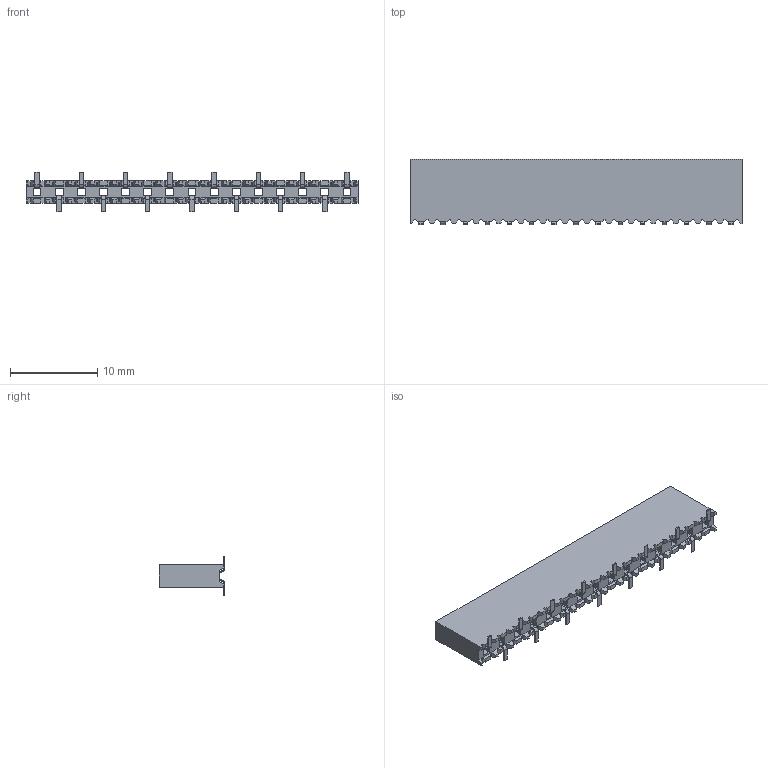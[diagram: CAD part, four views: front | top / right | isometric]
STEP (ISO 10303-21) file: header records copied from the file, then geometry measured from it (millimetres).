
FILE_DESCRIPTION( ( 'STEP AP214' ), ' ' );
FILE_NAME( 'SSM-115-L-SV.stp', '2017-11-14T18:12:48', ( '' ), ( '' ), ' ', 'PARTsolutions', ' ' );
FILE_SCHEMA( ( 'AUTOMOTIVE_DESIGN { 1 0 10303 214 1 1 1 1 }' ) );
Length unit declared in the file: inch
Products named in the file (3): SSM-115-L-SV; _SSM-115-L-SV_body; _C-95-0215
Assembly tree (2 placements, depth 2):
  SSM-115-L-SV
    _SSM-115-L-SV_body
    _C-95-0215
Bounding box: 38.1 x 7.49 x 4.57 mm (x, y, z)
Volume: 589.5 mm3; surface area: 1338.8 mm2
Topology: 2 solids, 2 shells, 549 faces, 1632 edges, 1088 vertices
Faces by surface type: plane 519, cylinder 30
Entity records: 22624 total; most frequent: CARTESIAN_POINT 3272, ORIENTED_EDGE 3264, DIRECTION 2796, EDGE_CURVE 1632, LINE 1572, VECTOR 1572, VERTEX_POINT 1088, AXIS2_PLACEMENT_3D 612
